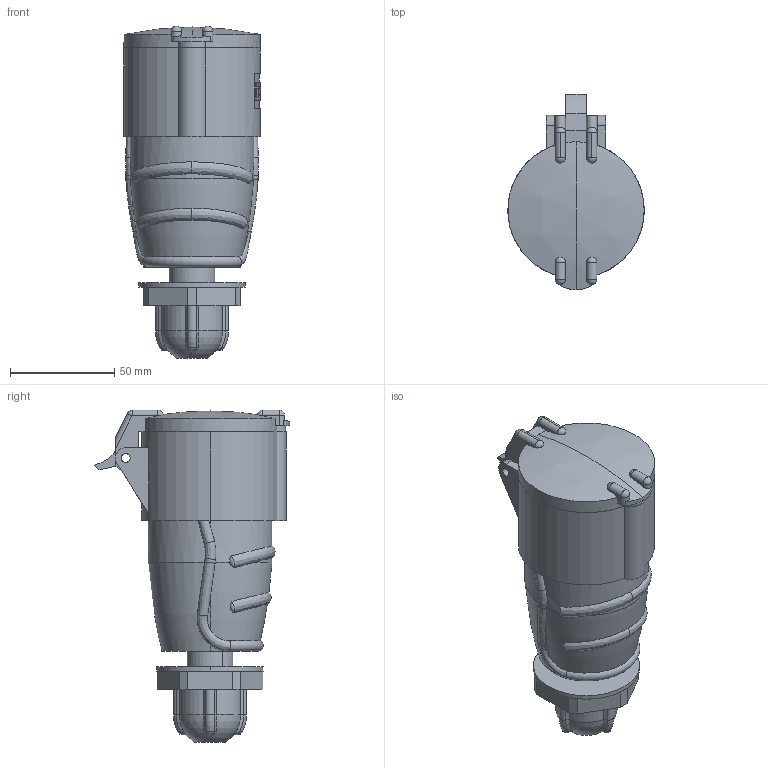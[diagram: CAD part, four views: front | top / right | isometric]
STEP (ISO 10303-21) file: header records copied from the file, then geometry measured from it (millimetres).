
FILE_DESCRIPTION (( 'STEP AP214' ), '1' );
FILE_NAME ('PSN22-016-5 MAGNUM Ðîçåòêà ïåðåíîñ. ÑÑÈ-215 16À-6÷ 380Â 3P+PE+N IP44 IEK.STEP', '2025-09-01T14:11:13', ( '' ), ( '' ), 'SwSTEP 2.0', 'SolidWorks 2022', '' );
FILE_SCHEMA (( 'AUTOMOTIVE_DESIGN' ));
Length unit declared in the file: millimetre
Products named in the file (1): PSN22-016-5 MAGNUM Розетка перенос. ССИ-215 16А-6ч 380В 3P+PE+N IP44 IEK
Bounding box: 65.3 x 93.65 x 159.02 mm (x, y, z)
Volume: 234399.4 mm3; surface area: 84588.9 mm2
Topology: 12 solids, 12 shells, 737 faces, 1866 edges, 1182 vertices
Faces by surface type: plane 376, cylinder 227, cone 51, bspline 50, torus 19, sphere 14
Entity records: 26140 total; most frequent: CARTESIAN_POINT 8330, ORIENTED_EDGE 3652, DIRECTION 3564, EDGE_CURVE 1826, AXIS2_PLACEMENT_3D 1258, VERTEX_POINT 1176, VECTOR 1048, LINE 1048
